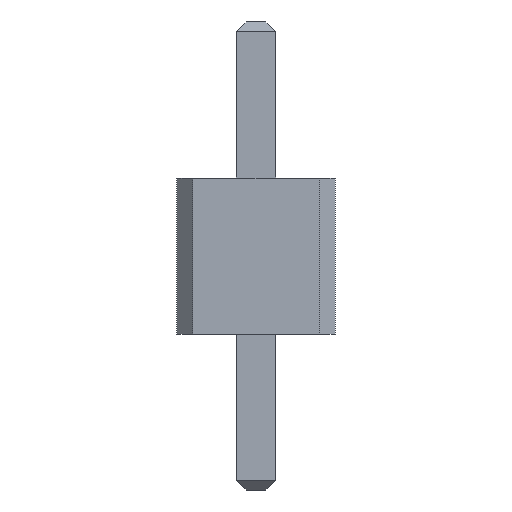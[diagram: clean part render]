
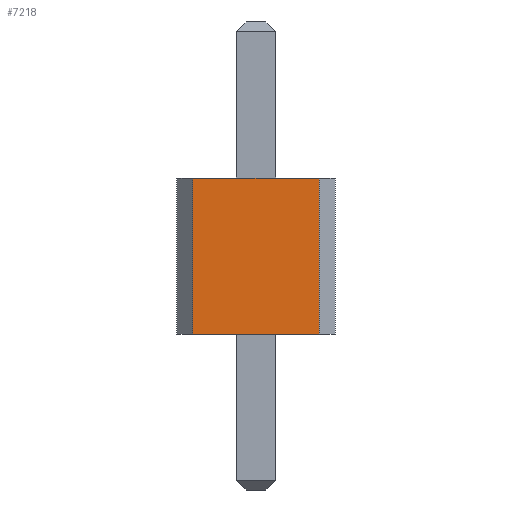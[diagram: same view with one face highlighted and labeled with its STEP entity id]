
A CAD part, front view. The second image highlights one B-rep face of the part: STEP entity #7218.
In plain terms, the highlighted planar face has unit normal (0, -1, 0).
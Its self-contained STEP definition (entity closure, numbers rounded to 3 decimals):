
#384=FACE_OUTER_BOUND('',#804,.T.);
#804=EDGE_LOOP('',(#5904,#5905,#5906,#5907));
#1535=LINE('',#10780,#2469);
#1703=LINE('',#11104,#2637);
#1762=LINE('',#11209,#2696);
#1763=LINE('',#11211,#2697);
#2469=VECTOR('',#8885,10.);
#2637=VECTOR('',#9129,1.);
#2696=VECTOR('',#9256,1.);
#2697=VECTOR('',#9259,1.);
#3170=VERTEX_POINT('',#10777);
#3171=VERTEX_POINT('',#10779);
#3288=VERTEX_POINT('',#11101);
#3289=VERTEX_POINT('',#11103);
#3983=EDGE_CURVE('',#3171,#3170,#1535,.T.);
#4151=EDGE_CURVE('',#3288,#3289,#1703,.T.);
#4210=EDGE_CURVE('',#3171,#3288,#1762,.T.);
#4211=EDGE_CURVE('',#3170,#3289,#1763,.T.);
#5904=ORIENTED_EDGE('',*,*,#3983,.T.);
#5905=ORIENTED_EDGE('',*,*,#4211,.T.);
#5906=ORIENTED_EDGE('',*,*,#4151,.F.);
#5907=ORIENTED_EDGE('',*,*,#4210,.F.);
#6442=PLANE('',#7620);
#7218=ADVANCED_FACE('',(#384),#6442,.F.);
#7620=AXIS2_PLACEMENT_3D('',#11210,#9257,#9258);
#8885=DIRECTION('',(1.,0.,0.));
#9129=DIRECTION('',(1.,0.,0.));
#9256=DIRECTION('',(0.,0.,1.));
#9257=DIRECTION('center_axis',(0.,1.,0.));
#9258=DIRECTION('ref_axis',(1.,0.,0.));
#9259=DIRECTION('',(0.,0.,1.));
#10777=CARTESIAN_POINT('',(1.016,-39.37,0.04));
#10779=CARTESIAN_POINT('',(-1.016,-39.37,0.04));
#10780=CARTESIAN_POINT('',(-0.508,-39.37,0.04));
#11101=CARTESIAN_POINT('',(-1.016,-39.37,2.54));
#11103=CARTESIAN_POINT('',(1.016,-39.37,2.54));
#11104=CARTESIAN_POINT('',(-1.016,-39.37,2.54));
#11209=CARTESIAN_POINT('',(-1.016,-39.37,0.));
#11210=CARTESIAN_POINT('Origin',(-1.016,-39.37,0.));
#11211=CARTESIAN_POINT('',(1.016,-39.37,0.));
